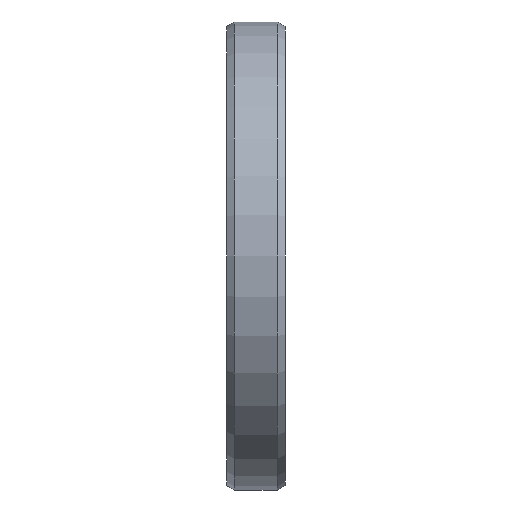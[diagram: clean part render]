
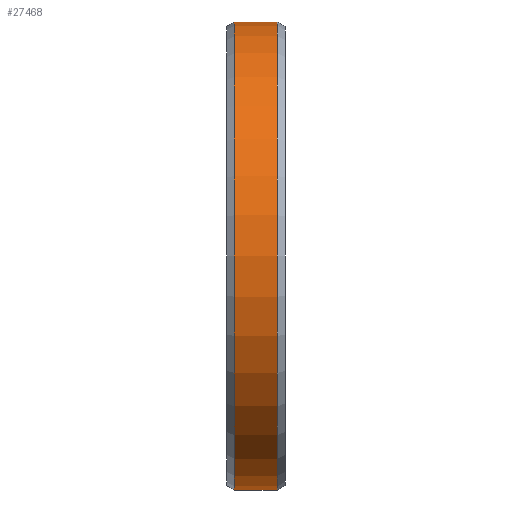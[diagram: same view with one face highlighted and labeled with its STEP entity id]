
A CAD part, left-side view. The second image highlights one B-rep face of the part: STEP entity #27468.
In plain terms, the highlighted cylindrical face has radius 60 mm (diameter 120 mm), a partial arc.
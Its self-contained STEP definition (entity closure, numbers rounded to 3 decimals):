
#26498=CARTESIAN_POINT('',(0.,-5.5,0.));
#26499=DIRECTION('',(0.,1.,0.));
#26500=DIRECTION('',(0.,0.,-1.));
#26501=AXIS2_PLACEMENT_3D('',#26498,#26499,#26500);
#26506=DIRECTION('',(0.,1.,0.));
#26507=VECTOR('',#26506,11.);
#26508=CARTESIAN_POINT('',(0.,-5.5,-60.));
#26509=LINE('',#26508,#26507);
#26521=DIRECTION('',(0.,1.,0.));
#26522=VECTOR('',#26521,11.);
#26523=CARTESIAN_POINT('',(0.,-5.5,60.));
#26524=LINE('',#26523,#26522);
#26550=CARTESIAN_POINT('',(0.,5.5,0.));
#26551=DIRECTION('',(0.,1.,0.));
#26552=DIRECTION('',(0.,0.,-1.));
#26553=AXIS2_PLACEMENT_3D('',#26550,#26551,#26552);
#26917=CARTESIAN_POINT('',(0.,-5.5,-60.));
#26919=VERTEX_POINT('',#26917);
#26920=CARTESIAN_POINT('',(0.,5.5,-60.));
#26921=VERTEX_POINT('',#26920);
#26957=CARTESIAN_POINT('',(0.,-5.5,60.));
#26959=VERTEX_POINT('',#26957);
#26960=CARTESIAN_POINT('',(0.,5.5,60.));
#26961=VERTEX_POINT('',#26960);
#27454=CARTESIAN_POINT('',(0.,-8.25,0.));
#27455=DIRECTION('',(0.,1.,0.));
#27456=DIRECTION('',(0.,0.,-1.));
#27457=AXIS2_PLACEMENT_3D('',#27454,#27455,#27456);
#27458=CYLINDRICAL_SURFACE('',#27457,60.);
#27460=ORIENTED_EDGE('',*,*,#27459,.T.);
#27462=ORIENTED_EDGE('',*,*,#27461,.T.);
#27464=ORIENTED_EDGE('',*,*,#27463,.F.);
#27465=ORIENTED_EDGE('',*,*,#27440,.F.);
#27466=EDGE_LOOP('',(#27460,#27462,#27464,#27465));
#27467=FACE_OUTER_BOUND('',#27466,.F.);
#26502=CIRCLE('',#26501,60.);
#26554=CIRCLE('',#26553,60.);
#27440=EDGE_CURVE('',#26919,#26959,#26502,.T.);
#27459=EDGE_CURVE('',#26919,#26921,#26509,.T.);
#27461=EDGE_CURVE('',#26921,#26961,#26554,.T.);
#27463=EDGE_CURVE('',#26959,#26961,#26524,.T.);
#27468=ADVANCED_FACE('',(#27467),#27458,.T.);
